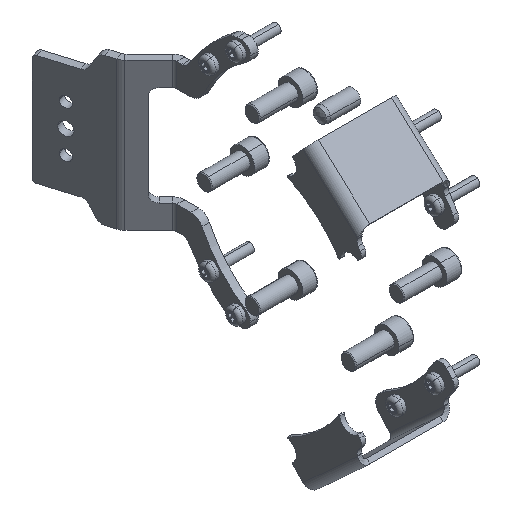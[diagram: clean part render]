
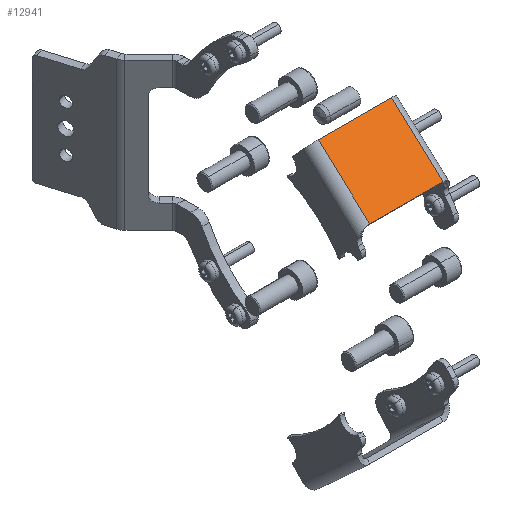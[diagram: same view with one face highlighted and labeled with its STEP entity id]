
A CAD part, isometric view. The second image highlights one B-rep face of the part: STEP entity #12941.
In plain terms, the highlighted planar face has unit normal (0, -0.675, 0.738).
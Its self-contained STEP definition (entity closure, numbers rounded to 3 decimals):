
#33 = ORIENTED_EDGE ( 'NONE', *, *, #9926, .T. ) ;
#1093 = DIRECTION ( 'NONE',  ( 0., 0.738, 0.675 ) ) ;
#1704 = VECTOR ( 'NONE', #1093, 1000. ) ;
#1804 = ORIENTED_EDGE ( 'NONE', *, *, #6866, .F. ) ;
#2163 = VERTEX_POINT ( 'NONE', #10438 ) ;
#2388 = PLANE ( 'NONE',  #15338 ) ;
#5052 = EDGE_CURVE ( 'NONE', #11139, #2163, #14268, .T. ) ;
#5595 = DIRECTION ( 'NONE',  ( 1., 0., 0. ) ) ;
#6244 = LINE ( 'NONE', #20081, #6821 ) ;
#6390 = VERTEX_POINT ( 'NONE', #21716 ) ;
#6821 = VECTOR ( 'NONE', #13265, 1000. ) ;
#6866 = EDGE_CURVE ( 'NONE', #21352, #2163, #10127, .T. ) ;
#7810 = CARTESIAN_POINT ( 'NONE',  ( 1615.05, -98.993, 2127.396 ) ) ;
#8680 = VECTOR ( 'NONE', #8824, 1000. ) ;
#8824 = DIRECTION ( 'NONE',  ( -1., 0., 0. ) ) ;
#9574 = EDGE_LOOP ( 'NONE', ( #19767, #33, #11224, #1804 ) ) ;
#9926 = EDGE_CURVE ( 'NONE', #6390, #11139, #16684, .T. ) ;
#10127 = LINE ( 'NONE', #16958, #13219 ) ;
#10438 = CARTESIAN_POINT ( 'NONE',  ( 1561.55, -48.81, 2173.283 ) ) ;
#11041 = DIRECTION ( 'NONE',  ( 0., 0.675, -0.738 ) ) ;
#11139 = VERTEX_POINT ( 'NONE', #16466 ) ;
#11224 = ORIENTED_EDGE ( 'NONE', *, *, #5052, .T. ) ;
#11960 = CARTESIAN_POINT ( 'NONE',  ( 1561.55, -82.39, 2142.577 ) ) ;
#12941 = ADVANCED_FACE ( 'NONE', ( #20905 ), #2388, .F. ) ;
#13219 = VECTOR ( 'NONE', #18388, 1000. ) ;
#13265 = DIRECTION ( 'NONE',  ( 1., 0., 0. ) ) ;
#13333 = EDGE_CURVE ( 'NONE', #21352, #6390, #6244, .T. ) ;
#13947 = CARTESIAN_POINT ( 'NONE',  ( 1615.05, -48.81, 2173.283 ) ) ;
#14268 = LINE ( 'NONE', #13947, #8680 ) ;
#14770 = CARTESIAN_POINT ( 'NONE',  ( 1609.05, -98.993, 2127.396 ) ) ;
#15338 = AXIS2_PLACEMENT_3D ( 'NONE', #7810, #11041, #5595 ) ;
#16466 = CARTESIAN_POINT ( 'NONE',  ( 1609.05, -48.81, 2173.283 ) ) ;
#16684 = LINE ( 'NONE', #14770, #1704 ) ;
#16958 = CARTESIAN_POINT ( 'NONE',  ( 1561.55, -98.993, 2127.396 ) ) ;
#18388 = DIRECTION ( 'NONE',  ( 0., 0.738, 0.675 ) ) ;
#19767 = ORIENTED_EDGE ( 'NONE', *, *, #13333, .T. ) ;
#20081 = CARTESIAN_POINT ( 'NONE',  ( 1615.05, -82.39, 2142.577 ) ) ;
#20905 = FACE_OUTER_BOUND ( 'NONE', #9574, .T. ) ;
#21352 = VERTEX_POINT ( 'NONE', #11960 ) ;
#21716 = CARTESIAN_POINT ( 'NONE',  ( 1609.05, -82.39, 2142.577 ) ) ;
